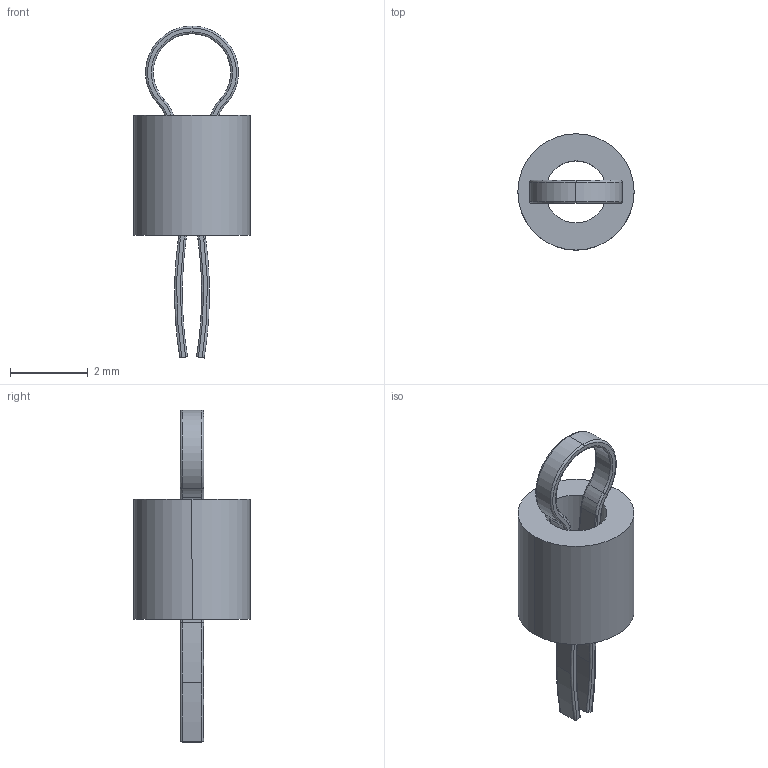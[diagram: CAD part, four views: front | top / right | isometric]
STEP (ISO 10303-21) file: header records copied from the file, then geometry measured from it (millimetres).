
FILE_DESCRIPTION((''),'2;1');
FILE_NAME('VERO_20-2136.stp','2009-12-15T17:40:15',(''),(''),'Mechanical Desktop 2006','Mechanical Desktop 2006',', , ');
FILE_SCHEMA(('AUTOMOTIVE_DESIGN { 1 2 10303 214 0 1 1 1 }'));
Length unit declared in the file: millimetre
Products named in the file (1): Product
Bounding box: 3 x 3 x 8.57 mm (x, y, z)
Volume: 17.9 mm3; surface area: 83.2 mm2
Topology: 2 solids, 2 shells, 90 faces, 227 edges, 142 vertices
Faces by surface type: cylinder 48, torus 32, plane 10
Entity records: 2824 total; most frequent: DIRECTION 569, CARTESIAN_POINT 459, ORIENTED_EDGE 452, AXIS2_PLACEMENT_3D 251, EDGE_CURVE 226, CIRCLE 160, VERTEX_POINT 140, EDGE_LOOP 92
